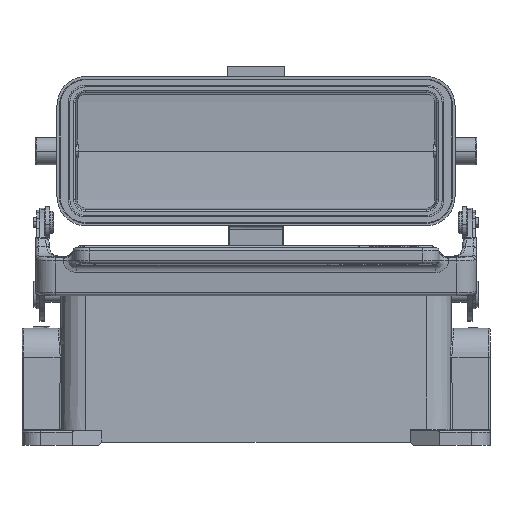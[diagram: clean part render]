
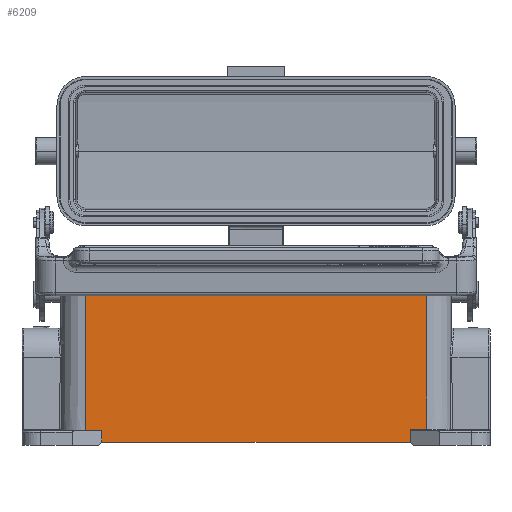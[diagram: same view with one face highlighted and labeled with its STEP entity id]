
A CAD part, left-side view. The second image highlights one B-rep face of the part: STEP entity #6209.
In plain terms, the highlighted planar face has unit normal (-1, 0, 0.009).
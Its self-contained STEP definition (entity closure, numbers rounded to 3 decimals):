
#3740=PLANE('',#44603);
#6209=ADVANCED_FACE('',(#8759),#3740,.T.);
#8759=FACE_OUTER_BOUND('',#11151,.T.);
#11151=EDGE_LOOP('',(#20389,#20390,#20391,#20392,#20393,#20394,#20395,#20396,
#20397,#20398,#20399,#20400));
#13879=LINE('',#62628,#16637);
#13881=LINE('',#62632,#16639);
#13890=LINE('',#62650,#16648);
#13897=LINE('',#62671,#16655);
#13898=LINE('',#62673,#16656);
#13899=LINE('',#62675,#16657);
#13900=LINE('',#62676,#16658);
#13901=LINE('',#62678,#16659);
#13902=LINE('',#62680,#16660);
#13903=LINE('',#62681,#16661);
#13904=LINE('',#62683,#16662);
#13905=LINE('',#62685,#16663);
#16637=VECTOR('',#49054,1.);
#16639=VECTOR('',#49058,1.);
#16648=VECTOR('',#49071,1.);
#16655=VECTOR('',#49088,1.);
#16656=VECTOR('',#49091,1.);
#16657=VECTOR('',#49092,1.);
#16658=VECTOR('',#49093,1.);
#16659=VECTOR('',#49094,1.);
#16660=VECTOR('',#49095,1.);
#16661=VECTOR('',#49096,1.);
#16662=VECTOR('',#49097,1.);
#16663=VECTOR('',#49098,1.);
#20389=ORIENTED_EDGE('',*,*,#36942,.T.);
#20390=ORIENTED_EDGE('',*,*,#36930,.T.);
#20391=ORIENTED_EDGE('',*,*,#36941,.T.);
#20392=ORIENTED_EDGE('',*,*,#36943,.T.);
#20393=ORIENTED_EDGE('',*,*,#36921,.F.);
#20394=ORIENTED_EDGE('',*,*,#36919,.T.);
#20395=ORIENTED_EDGE('',*,*,#36944,.T.);
#20396=ORIENTED_EDGE('',*,*,#36945,.F.);
#20397=ORIENTED_EDGE('',*,*,#36946,.F.);
#20398=ORIENTED_EDGE('',*,*,#36947,.T.);
#20399=ORIENTED_EDGE('',*,*,#36948,.T.);
#20400=ORIENTED_EDGE('',*,*,#36949,.T.);
#32484=VERTEX_POINT('',#62492);
#32524=VERTEX_POINT('',#62627);
#32525=VERTEX_POINT('',#62629);
#32526=VERTEX_POINT('',#62633);
#32533=VERTEX_POINT('',#62651);
#32534=VERTEX_POINT('',#62652);
#32541=VERTEX_POINT('',#62670);
#32542=VERTEX_POINT('',#62674);
#32543=VERTEX_POINT('',#62677);
#32544=VERTEX_POINT('',#62679);
#32545=VERTEX_POINT('',#62682);
#32546=VERTEX_POINT('',#62684);
#36919=EDGE_CURVE('',#32525,#32524,#13879,.T.);
#36921=EDGE_CURVE('',#32525,#32526,#13881,.T.);
#36930=EDGE_CURVE('',#32533,#32534,#13890,.T.);
#36941=EDGE_CURVE('',#32534,#32541,#13897,.T.);
#36942=EDGE_CURVE('',#32542,#32533,#13898,.T.);
#36943=EDGE_CURVE('',#32541,#32526,#13899,.T.);
#36944=EDGE_CURVE('',#32524,#32543,#13900,.T.);
#36945=EDGE_CURVE('',#32544,#32543,#13901,.T.);
#36946=EDGE_CURVE('',#32484,#32544,#13902,.T.);
#36947=EDGE_CURVE('',#32484,#32545,#13903,.T.);
#36948=EDGE_CURVE('',#32545,#32546,#13904,.T.);
#36949=EDGE_CURVE('',#32546,#32542,#13905,.T.);
#44603=AXIS2_PLACEMENT_3D('',#62686,#49099,#49100);
#49054=DIRECTION('',(0.,1.,0.));
#49058=DIRECTION('',(-0.009,0.,-1.));
#49071=DIRECTION('',(0.,1.,0.));
#49088=DIRECTION('',(-0.009,0.,-1.));
#49091=DIRECTION('',(0.009,0.,1.));
#49092=DIRECTION('',(0.,1.,0.));
#49093=DIRECTION('',(-0.009,0.,-1.));
#49094=DIRECTION('',(0.,1.,0.));
#49095=DIRECTION('',(0.009,0.,1.));
#49096=DIRECTION('',(0.,-1.,0.));
#49097=DIRECTION('',(0.009,0.,1.));
#49098=DIRECTION('',(0.,-1.,0.));
#49099=DIRECTION('',(-1.,0.,0.009));
#49100=DIRECTION('',(0.,1.,0.));
#62492=CARTESIAN_POINT('',(-21.936,47.5,1.));
#62627=CARTESIAN_POINT('',(-21.5,52.5,51.));
#62628=CARTESIAN_POINT('',(-21.5,1.6,51.));
#62629=CARTESIAN_POINT('',(-21.5,1.6,51.));
#62632=CARTESIAN_POINT('',(-21.5,1.6,51.));
#62633=CARTESIAN_POINT('',(-21.526,1.6,48.));
#62650=CARTESIAN_POINT('',(-21.5,-52.5,51.));
#62651=CARTESIAN_POINT('',(-21.5,-52.5,51.));
#62652=CARTESIAN_POINT('',(-21.5,-1.6,51.));
#62670=CARTESIAN_POINT('',(-21.526,-1.6,48.));
#62671=CARTESIAN_POINT('',(-21.5,-1.6,51.));
#62673=CARTESIAN_POINT('',(-21.901,-52.5,4.996));
#62674=CARTESIAN_POINT('',(-21.901,-52.5,4.996));
#62675=CARTESIAN_POINT('',(-21.526,-1.6,48.));
#62676=CARTESIAN_POINT('',(-21.5,52.5,51.));
#62677=CARTESIAN_POINT('',(-21.906,52.5,4.5));
#62678=CARTESIAN_POINT('',(-21.906,47.5,4.5));
#62679=CARTESIAN_POINT('',(-21.906,47.5,4.5));
#62680=CARTESIAN_POINT('',(-21.936,47.5,1.));
#62681=CARTESIAN_POINT('',(-21.936,47.5,1.));
#62682=CARTESIAN_POINT('',(-21.936,-47.5,1.));
#62683=CARTESIAN_POINT('',(-21.936,-47.5,1.));
#62684=CARTESIAN_POINT('',(-21.901,-47.5,4.996));
#62685=CARTESIAN_POINT('',(-21.901,-47.5,4.996));
#62686=CARTESIAN_POINT('',(-21.5,55.148,51.));
